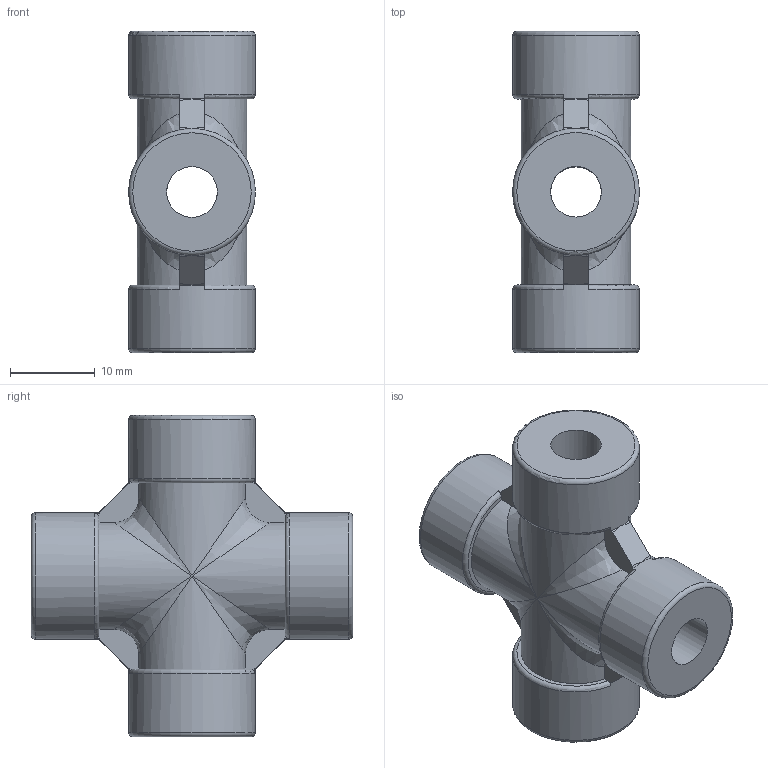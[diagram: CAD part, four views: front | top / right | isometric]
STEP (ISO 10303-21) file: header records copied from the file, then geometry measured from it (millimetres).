
FILE_DESCRIPTION(/* description */ ('Unknown'),/* implementation_level */ '2;1');
FILE_NAME(/* name */ 'R302-L013-TH-DN06',/* time_stamp */ '2023-03-02T14:17:14+08:00',/* author */ ('Unknown'),/* organization */ ('Unknown'),/* preprocessor_version */ 'ST-DEVELOPER v16.7',/* originating_system */ 'DEX',/* authorisation */ $);
FILE_SCHEMA (('AUTOMOTIVE_DESIGN {1 0 10303 214 3 1 1}'));
Length unit declared in the file: millimetre
Products named in the file (1): R302-L013-TH-DN06
Bounding box: 15 x 38 x 38 mm (x, y, z)
Volume: 8221.8 mm3; surface area: 4632.9 mm2
Topology: 1 solids, 1 shells, 76 faces, 222 edges, 122 vertices
Faces by surface type: plane 24, bspline 24, cylinder 16, torus 12
Full cylindrical faces by diameter (mm): 6 x4, 15 x4
Entity records: 2582 total; most frequent: CARTESIAN_POINT 893, ORIENTED_EDGE 368, DIRECTION 306, EDGE_CURVE 184, AXIS2_PLACEMENT_3D 125, VERTEX_POINT 120, EDGE_LOOP 92, FACE_BOUND 92
